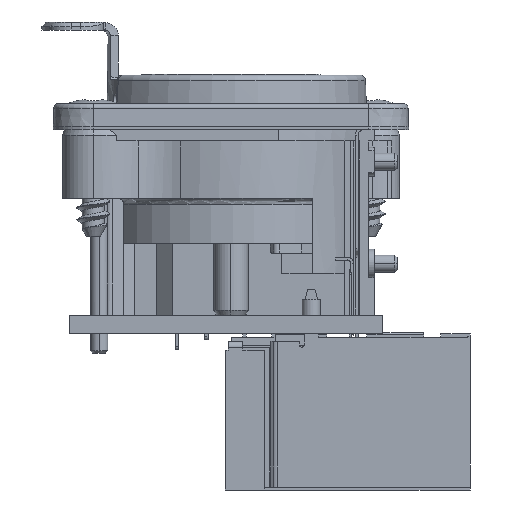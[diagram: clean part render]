
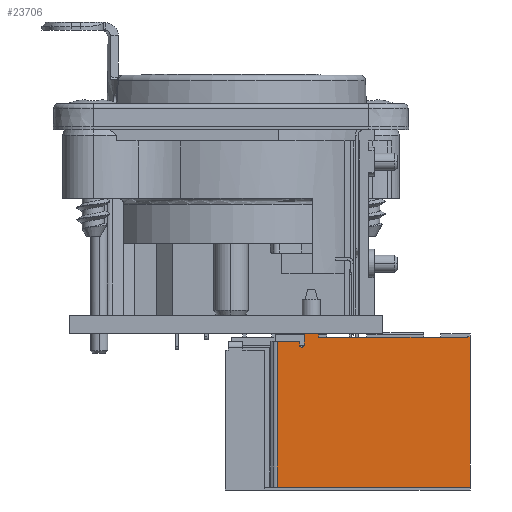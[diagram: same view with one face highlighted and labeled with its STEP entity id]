
A CAD part, left-side view. The second image highlights one B-rep face of the part: STEP entity #23706.
In plain terms, the highlighted planar face has unit normal (-1, 0, 0).
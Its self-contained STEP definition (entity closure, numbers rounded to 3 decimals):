
#439=DIRECTION('',(0.,1.,0.));
#440=VECTOR('',#439,1.27);
#441=CARTESIAN_POINT('',(-8.013,-7.647,-22.6));
#442=LINE('',#441,#440);
#1370=DIRECTION('',(0.,0.,-1.));
#1371=VECTOR('',#1370,0.063);
#1372=CARTESIAN_POINT('',(-8.013,-20.606,-22.854));
#1373=LINE('',#1372,#1371);
#1422=DIRECTION('',(0.,-1.,0.));
#1423=VECTOR('',#1422,12.959);
#1424=CARTESIAN_POINT('',(-8.013,-7.647,-22.917));
#1425=LINE('',#1424,#1423);
#1438=DIRECTION('',(0.,0.,1.));
#1439=VECTOR('',#1438,1.003);
#1440=CARTESIAN_POINT('',(-8.013,-6.377,-23.603));
#1441=LINE('',#1440,#1439);
#1442=DIRECTION('',(0.,0.,-1.));
#1443=VECTOR('',#1442,0.317);
#1444=CARTESIAN_POINT('',(-8.013,-7.647,-22.6));
#1445=LINE('',#1444,#1443);
#1450=DIRECTION('',(0.,-1.,0.));
#1451=VECTOR('',#1450,0.249);
#1452=CARTESIAN_POINT('',(-8.013,-20.606,-22.854));
#1453=LINE('',#1452,#1451);
#1458=DIRECTION('',(0.,0.,-1.));
#1459=VECTOR('',#1458,13.132);
#1460=CARTESIAN_POINT('',(-8.013,-20.855,-22.854));
#1461=LINE('',#1460,#1459);
#1923=DIRECTION('',(0.,1.,0.));
#1924=VECTOR('',#1923,16.837);
#1925=CARTESIAN_POINT('',(-8.013,-20.855,-35.986));
#1926=LINE('',#1925,#1924);
#2024=DIRECTION('',(0.,1.,0.));
#2025=VECTOR('',#2024,1.978);
#2026=CARTESIAN_POINT('',(-8.013,-5.996,-23.286));
#2027=LINE('',#2026,#2025);
#2060=DIRECTION('',(0.,0.,1.));
#2061=VECTOR('',#2060,0.317);
#2062=CARTESIAN_POINT('',(-8.013,-5.996,-23.603));
#2063=LINE('',#2062,#2061);
#2068=CARTESIAN_POINT('',(-8.013,-6.187,-23.603));
#2069=DIRECTION('',(1.,0.,0.));
#2070=DIRECTION('',(0.,-1.,0.));
#2071=AXIS2_PLACEMENT_3D('',#2068,#2069,#2070);
#2090=DIRECTION('',(0.,0.,1.));
#2091=VECTOR('',#2090,12.7);
#2092=CARTESIAN_POINT('',(-8.013,-4.018,-35.986));
#2093=LINE('',#2092,#2091);
#19791=CARTESIAN_POINT('',(-8.013,-6.377,-23.603));
#19793=VERTEX_POINT('',#19791);
#19812=CARTESIAN_POINT('',(-8.013,-7.647,-22.6));
#19813=CARTESIAN_POINT('',(-8.013,-7.647,-22.917));
#19814=VERTEX_POINT('',#19812);
#19815=VERTEX_POINT('',#19813);
#19816=CARTESIAN_POINT('',(-8.013,-20.606,-22.917));
#19817=VERTEX_POINT('',#19816);
#19818=CARTESIAN_POINT('',(-8.013,-20.606,-22.854));
#19819=VERTEX_POINT('',#19818);
#19820=CARTESIAN_POINT('',(-8.013,-20.855,-22.854));
#19821=VERTEX_POINT('',#19820);
#19822=CARTESIAN_POINT('',(-8.013,-20.855,-35.986));
#19823=VERTEX_POINT('',#19822);
#19824=CARTESIAN_POINT('',(-8.013,-4.018,-35.986));
#19825=VERTEX_POINT('',#19824);
#19826=CARTESIAN_POINT('',(-8.013,-4.018,-23.286));
#19827=VERTEX_POINT('',#19826);
#19828=CARTESIAN_POINT('',(-8.013,-5.996,-23.286));
#19829=VERTEX_POINT('',#19828);
#19830=CARTESIAN_POINT('',(-8.013,-5.996,-23.603));
#19831=VERTEX_POINT('',#19830);
#19832=CARTESIAN_POINT('',(-8.013,-6.377,-22.6));
#19833=VERTEX_POINT('',#19832);
#23679=CARTESIAN_POINT('',(-8.013,-12.436,-29.293));
#23680=DIRECTION('',(-1.,0.,0.));
#23681=DIRECTION('',(0.,0.,-1.));
#23682=AXIS2_PLACEMENT_3D('',#23679,#23680,#23681);
#23683=PLANE('',#23682);
#23685=ORIENTED_EDGE('',*,*,#23684,.T.);
#23686=ORIENTED_EDGE('',*,*,#23612,.T.);
#23687=ORIENTED_EDGE('',*,*,#23541,.F.);
#23689=ORIENTED_EDGE('',*,*,#23688,.T.);
#23691=ORIENTED_EDGE('',*,*,#23690,.T.);
#23693=ORIENTED_EDGE('',*,*,#23692,.T.);
#23695=ORIENTED_EDGE('',*,*,#23694,.T.);
#23697=ORIENTED_EDGE('',*,*,#23696,.F.);
#23699=ORIENTED_EDGE('',*,*,#23698,.F.);
#23701=ORIENTED_EDGE('',*,*,#23700,.F.);
#23702=ORIENTED_EDGE('',*,*,#23663,.T.);
#23703=ORIENTED_EDGE('',*,*,#21992,.F.);
#23704=EDGE_LOOP('',(#23685,#23686,#23687,#23689,#23691,#23693,#23695,#23697,
#23699,#23701,#23702,#23703));
#23705=FACE_OUTER_BOUND('',#23704,.F.);
#2072=CIRCLE('',#2071,0.191);
#21992=EDGE_CURVE('',#19814,#19833,#442,.T.);
#23541=EDGE_CURVE('',#19819,#19817,#1373,.T.);
#23612=EDGE_CURVE('',#19815,#19817,#1425,.T.);
#23663=EDGE_CURVE('',#19793,#19833,#1441,.T.);
#23684=EDGE_CURVE('',#19814,#19815,#1445,.T.);
#23688=EDGE_CURVE('',#19819,#19821,#1453,.T.);
#23690=EDGE_CURVE('',#19821,#19823,#1461,.T.);
#23692=EDGE_CURVE('',#19823,#19825,#1926,.T.);
#23694=EDGE_CURVE('',#19825,#19827,#2093,.T.);
#23696=EDGE_CURVE('',#19829,#19827,#2027,.T.);
#23698=EDGE_CURVE('',#19831,#19829,#2063,.T.);
#23700=EDGE_CURVE('',#19793,#19831,#2072,.T.);
#23706=ADVANCED_FACE('',(#23705),#23683,.T.);
